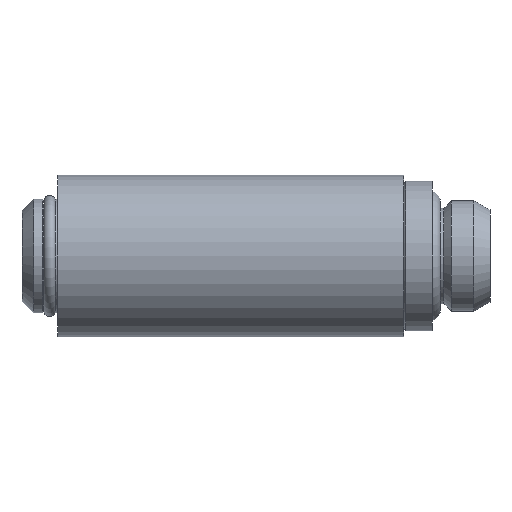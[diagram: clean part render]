
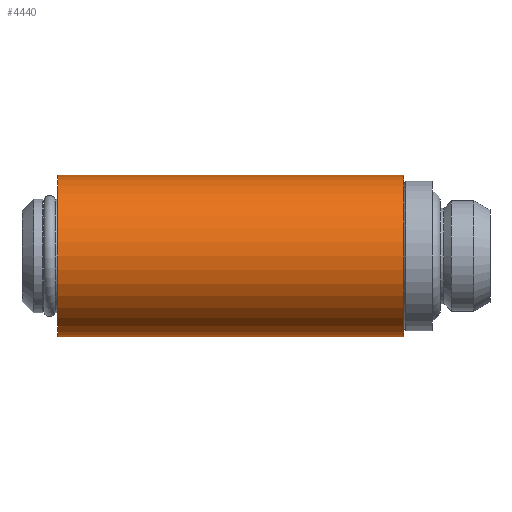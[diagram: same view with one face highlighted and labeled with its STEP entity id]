
A CAD part, left-side view. The second image highlights one B-rep face of the part: STEP entity #4440.
In plain terms, the highlighted cylindrical face has radius 7 mm (diameter 14 mm), a partial arc.
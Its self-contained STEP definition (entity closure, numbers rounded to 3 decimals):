
#681 = VERTEX_POINT ( 'NONE', #3520 ) ;
#694 = EDGE_CURVE ( 'NONE', #780, #681, #3540, .T. ) ;
#726 = VERTEX_POINT ( 'NONE', #3730 ) ;
#768 = EDGE_CURVE ( 'NONE', #726, #771, #3105, .T. ) ;
#771 = VERTEX_POINT ( 'NONE', #3114 ) ;
#780 = VERTEX_POINT ( 'NONE', #3227 ) ;
#2195 = FACE_OUTER_BOUND ( 'NONE', #4468, .T. ) ;
#2197 = DIRECTION ( 'NONE',  ( 0., 0., 1. ) ) ;
#2198 = DIRECTION ( 'NONE',  ( 0., 1., 0. ) ) ;
#2199 = AXIS2_PLACEMENT_3D ( 'NONE', #2221, #2198, #2197 ) ;
#2203 = AXIS2_PLACEMENT_3D ( 'NONE', #2210, #2208, #2207 ) ;
#2204 = CIRCLE ( 'NONE', #2203, 7. ) ;
#2207 = DIRECTION ( 'NONE',  ( 0., 0., -1. ) ) ;
#2208 = DIRECTION ( 'NONE',  ( 0., -1., 0. ) ) ;
#2210 = CARTESIAN_POINT ( 'NONE',  ( 0., 7.5, 0. ) ) ;
#2218 = CYLINDRICAL_SURFACE ( 'NONE', #2199, 7. ) ;
#2221 = CARTESIAN_POINT ( 'NONE',  ( 0., 28.586, 0. ) ) ;
#2231 = CIRCLE ( 'NONE', #2245, 7. ) ;
#2243 = DIRECTION ( 'NONE',  ( 0., 1., 0. ) ) ;
#2244 = CARTESIAN_POINT ( 'NONE',  ( 0., 37.5, 0. ) ) ;
#2245 = AXIS2_PLACEMENT_3D ( 'NONE', #2244, #2243, #2257 ) ;
#2257 = DIRECTION ( 'NONE',  ( 0., 0., 1. ) ) ;
#3094 = VECTOR ( 'NONE', #3115, 1000. ) ;
#3104 = CARTESIAN_POINT ( 'NONE',  ( 0., 28.586, -7. ) ) ;
#3105 = LINE ( 'NONE', #3104, #3094 ) ;
#3114 = CARTESIAN_POINT ( 'NONE',  ( 0., 37.5, -7. ) ) ;
#3115 = DIRECTION ( 'NONE',  ( 0., 1., 0. ) ) ;
#3227 = CARTESIAN_POINT ( 'NONE',  ( 0., 7.5, 7. ) ) ;
#3520 = CARTESIAN_POINT ( 'NONE',  ( 0., 37.5, 7. ) ) ;
#3536 = DIRECTION ( 'NONE',  ( 0., 1., 0. ) ) ;
#3537 = VECTOR ( 'NONE', #3536, 1000. ) ;
#3540 = LINE ( 'NONE', #3542, #3537 ) ;
#3542 = CARTESIAN_POINT ( 'NONE',  ( 0., 28.586, 7. ) ) ;
#3730 = CARTESIAN_POINT ( 'NONE',  ( 0., 7.5, -7. ) ) ;
#4432 = EDGE_CURVE ( 'NONE', #780, #726, #2204, .T. ) ;
#4438 = ORIENTED_EDGE ( 'NONE', *, *, #4432, .F. ) ;
#4440 = ADVANCED_FACE ( 'NONE', ( #2195 ), #2218, .T. ) ;
#4452 = EDGE_CURVE ( 'NONE', #771, #681, #2231, .T. ) ;
#4454 = ORIENTED_EDGE ( 'NONE', *, *, #4452, .F. ) ;
#4457 = ORIENTED_EDGE ( 'NONE', *, *, #768, .F. ) ;
#4468 = EDGE_LOOP ( 'NONE', ( #4457, #4438, #4469, #4454 ) ) ;
#4469 = ORIENTED_EDGE ( 'NONE', *, *, #694, .T. ) ;
